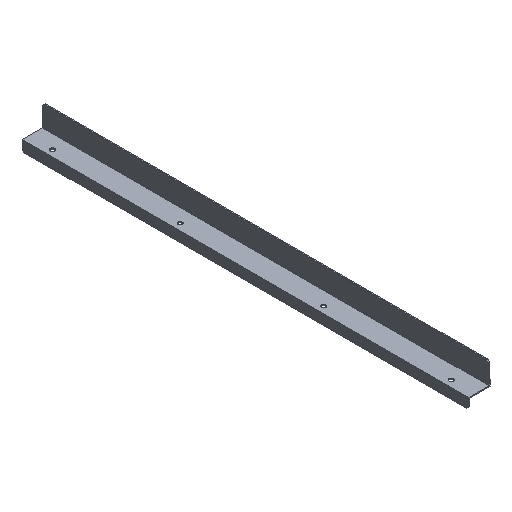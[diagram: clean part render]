
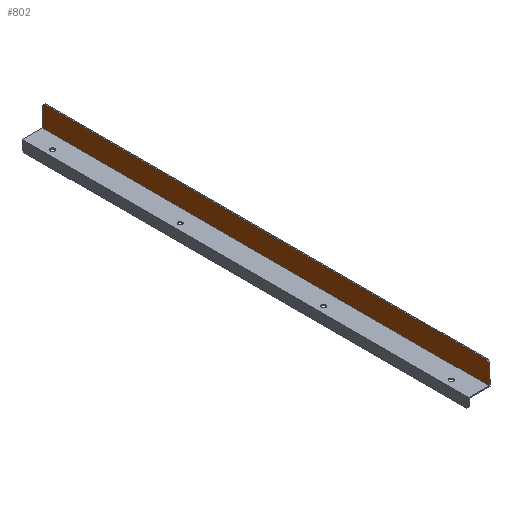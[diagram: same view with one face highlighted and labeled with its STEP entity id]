
A CAD part, isometric view. The second image highlights one B-rep face of the part: STEP entity #802.
In plain terms, the highlighted planar face has unit normal (-1, 0, 0).
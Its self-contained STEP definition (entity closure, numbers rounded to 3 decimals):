
#6 = CARTESIAN_POINT ( 'NONE',  ( 21.5, 0., 0. ) ) ;
#43 = CARTESIAN_POINT ( 'NONE',  ( 21.5, -350., 35. ) ) ;
#77 = VERTEX_POINT ( 'NONE', #1044 ) ;
#81 = ORIENTED_EDGE ( 'NONE', *, *, #923, .F. ) ;
#120 = VERTEX_POINT ( 'NONE', #384 ) ;
#129 = VERTEX_POINT ( 'NONE', #475 ) ;
#130 = CARTESIAN_POINT ( 'NONE',  ( 21.5, 350., 5.5 ) ) ;
#141 = VECTOR ( 'NONE', #749, 1000. ) ;
#205 = ORIENTED_EDGE ( 'NONE', *, *, #616, .F. ) ;
#208 = DIRECTION ( 'NONE',  ( 0., 0., -1. ) ) ;
#209 = EDGE_CURVE ( 'NONE', #482, #574, #722, .T. ) ;
#211 = VERTEX_POINT ( 'NONE', #130 ) ;
#216 = VECTOR ( 'NONE', #360, 1000. ) ;
#219 = DIRECTION ( 'NONE',  ( 0., -1., 0. ) ) ;
#239 = LINE ( 'NONE', #473, #827 ) ;
#279 = CARTESIAN_POINT ( 'NONE',  ( 21.5, -350., 35. ) ) ;
#280 = VERTEX_POINT ( 'NONE', #295 ) ;
#294 = LINE ( 'NONE', #622, #434 ) ;
#295 = CARTESIAN_POINT ( 'NONE',  ( 21.5, 347., 38. ) ) ;
#325 = ORIENTED_EDGE ( 'NONE', *, *, #605, .T. ) ;
#347 = CARTESIAN_POINT ( 'NONE',  ( 21.5, 350., 4.5 ) ) ;
#351 = EDGE_CURVE ( 'NONE', #211, #120, #497, .T. ) ;
#360 = DIRECTION ( 'NONE',  ( 0., -1., 0. ) ) ;
#384 = CARTESIAN_POINT ( 'NONE',  ( 21.5, 350., 35. ) ) ;
#398 = CARTESIAN_POINT ( 'NONE',  ( 21.5, 350., 3. ) ) ;
#434 = VECTOR ( 'NONE', #208, 1000. ) ;
#458 = CARTESIAN_POINT ( 'NONE',  ( 21.5, 350., 5.5 ) ) ;
#473 = CARTESIAN_POINT ( 'NONE',  ( 21.5, 350., 35. ) ) ;
#474 = EDGE_CURVE ( 'NONE', #77, #626, #1001, .T. ) ;
#475 = CARTESIAN_POINT ( 'NONE',  ( 21.5, -350., 5.5 ) ) ;
#482 = VERTEX_POINT ( 'NONE', #347 ) ;
#492 = ORIENTED_EDGE ( 'NONE', *, *, #724, .F. ) ;
#495 = FACE_OUTER_BOUND ( 'NONE', #645, .T. ) ;
#497 = LINE ( 'NONE', #398, #141 ) ;
#574 = VERTEX_POINT ( 'NONE', #631 ) ;
#589 = DIRECTION ( 'NONE',  ( 1., 0., 0. ) ) ;
#599 = PLANE ( 'NONE',  #806 ) ;
#603 = LINE ( 'NONE', #951, #216 ) ;
#605 = EDGE_CURVE ( 'NONE', #211, #482, #625, .T. ) ;
#616 = EDGE_CURVE ( 'NONE', #280, #77, #603, .T. ) ;
#622 = CARTESIAN_POINT ( 'NONE',  ( 21.5, -350., 0. ) ) ;
#625 = LINE ( 'NONE', #458, #684 ) ;
#626 = VERTEX_POINT ( 'NONE', #279 ) ;
#631 = CARTESIAN_POINT ( 'NONE',  ( 21.5, -350., 4.5 ) ) ;
#645 = EDGE_LOOP ( 'NONE', ( #812, #325, #811, #952, #81, #660, #205, #492 ) ) ;
#660 = ORIENTED_EDGE ( 'NONE', *, *, #474, .F. ) ;
#671 = DIRECTION ( 'NONE',  ( 0., 0., -1. ) ) ;
#676 = DIRECTION ( 'NONE',  ( 0., -0.707, -0.707 ) ) ;
#682 = VECTOR ( 'NONE', #219, 1000. ) ;
#684 = VECTOR ( 'NONE', #857, 1000. ) ;
#722 = LINE ( 'NONE', #893, #682 ) ;
#724 = EDGE_CURVE ( 'NONE', #120, #280, #239, .T. ) ;
#733 = CARTESIAN_POINT ( 'NONE',  ( 21.5, -347., 38. ) ) ;
#749 = DIRECTION ( 'NONE',  ( 0., 0., 1. ) ) ;
#786 = LINE ( 'NONE', #43, #874 ) ;
#802 = ADVANCED_FACE ( 'NONE', ( #495 ), #599, .F. ) ;
#806 = AXIS2_PLACEMENT_3D ( 'NONE', #6, #589, #671 ) ;
#811 = ORIENTED_EDGE ( 'NONE', *, *, #209, .T. ) ;
#812 = ORIENTED_EDGE ( 'NONE', *, *, #351, .F. ) ;
#827 = VECTOR ( 'NONE', #908, 1000. ) ;
#857 = DIRECTION ( 'NONE',  ( 0., 0., -1. ) ) ;
#874 = VECTOR ( 'NONE', #1036, 1000. ) ;
#893 = CARTESIAN_POINT ( 'NONE',  ( 21.5, 0., 4.5 ) ) ;
#908 = DIRECTION ( 'NONE',  ( 0., -0.707, 0.707 ) ) ;
#923 = EDGE_CURVE ( 'NONE', #626, #129, #786, .T. ) ;
#925 = VECTOR ( 'NONE', #676, 1000. ) ;
#951 = CARTESIAN_POINT ( 'NONE',  ( 21.5, 347., 38. ) ) ;
#952 = ORIENTED_EDGE ( 'NONE', *, *, #1028, .F. ) ;
#1001 = LINE ( 'NONE', #733, #925 ) ;
#1028 = EDGE_CURVE ( 'NONE', #129, #574, #294, .T. ) ;
#1036 = DIRECTION ( 'NONE',  ( 0., 0., -1. ) ) ;
#1044 = CARTESIAN_POINT ( 'NONE',  ( 21.5, -347., 38. ) ) ;
